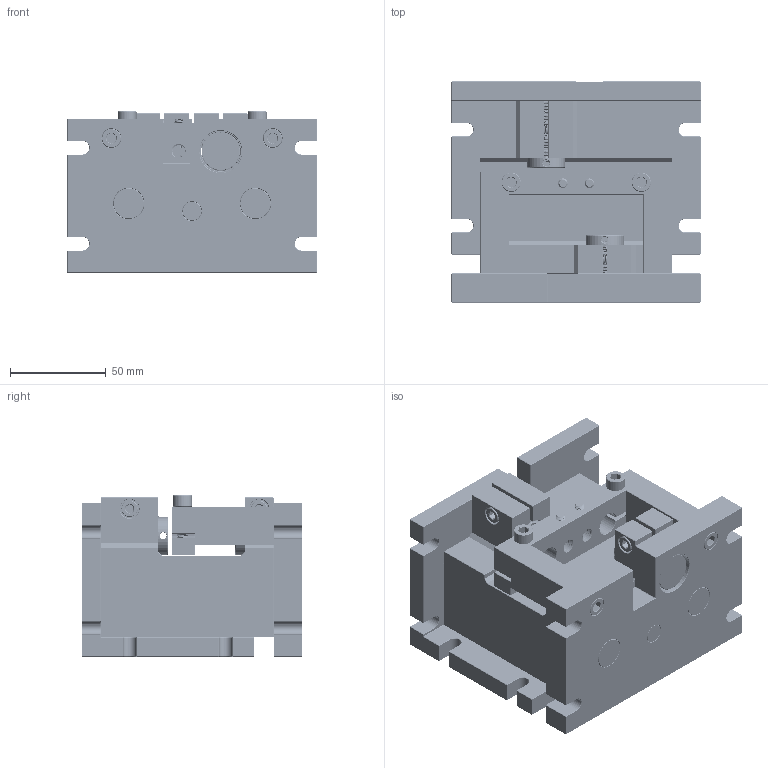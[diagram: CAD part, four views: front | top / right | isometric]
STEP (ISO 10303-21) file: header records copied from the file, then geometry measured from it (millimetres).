
FILE_DESCRIPTION(/* description */ (''),/* implementation_level */ '2;1');
FILE_NAME(/* name */ 'e7e0893f-75a8-4617-bb3a-7b633de2ccbc.stp',/* time_stamp */ '2024-10-08T17:54:05Z',/* author */ (''),/* organization */ (''),/* preprocessor_version */ 'ST-DEVELOPER v20',/* originating_system */ 'Autodesk Translation Framework v13.20.0.188',/* authorisation */ '');
FILE_SCHEMA (('AUTOMOTIVE_DESIGN { 1 0 10303 214 3 1 1 }'));
Products named in the file (10): HT 20; Body_part_1; Rod_1; Rod_2; Body_part_2; Body_part_3; Socket_head_screw_M5; KB20; Socket_head_screw_M6; Threaded_rod_M5
Assembly tree (24 placements, depth 2):
  HT 20
    Rod_1  x2
    Body_part_1
    Rod_2
    Body_part_2
    Body_part_3
    Socket_head_screw_M5  x2
    Socket_head_screw_M6  x12
    KB20  x2
    Threaded_rod_M5  x2
Bounding box: 130 x 115 x 84 mm (x, y, z)
Volume: 824960 mm3; surface area: 190974.7 mm2
Topology: 24 solids, 24 shells, 2860 faces, 7721 edges, 4934 vertices
Faces by surface type: cylinder 1720, plane 645, cone 267, bspline 226, torus 2
Full cylindrical faces by diameter (mm): 3.961 x72, 4.234 x80, 5 x70, 5.026 x300, 5.035 x30, 5.12 x32, 5.332 x38, 6 x312, 6.113 x16, 6.147 x6, 6.779 x9, 8.17 x9, 8.5 x2, 10 x27, 16 x6, 19.044 x76, 19.908 x74, 20 x2, 22 x1
Entity records: 124762 total; most frequent: CARTESIAN_POINT 84471, ORIENTED_EDGE 9720, DIRECTION 6093, EDGE_CURVE 4860, VERTEX_POINT 3084, B_SPLINE_CURVE_WITH_KNOTS 2341, AXIS2_PLACEMENT_3D 2032, LINE 2029
